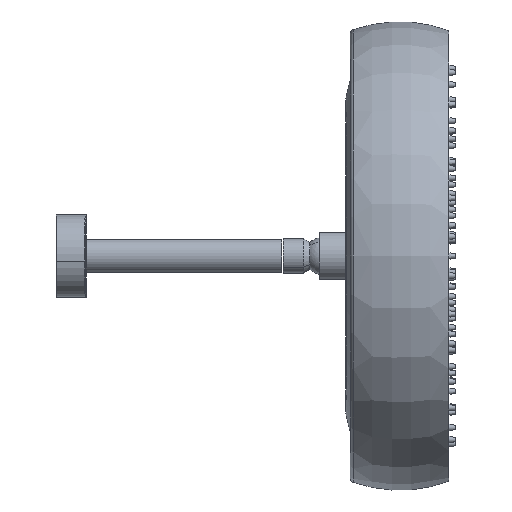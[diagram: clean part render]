
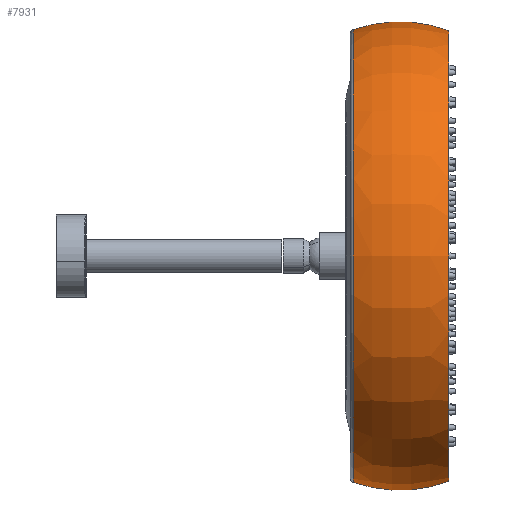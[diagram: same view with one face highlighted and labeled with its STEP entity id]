
A CAD part, left-side view. The second image highlights one B-rep face of the part: STEP entity #7931.
In plain terms, the highlighted toroidal (fillet/blend) face has major radius 63.441 mm and minor radius 92.565 mm.
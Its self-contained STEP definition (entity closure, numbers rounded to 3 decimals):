
#88 = AXIS2_PLACEMENT_3D ( 'NONE', #3164, #5065, #7670 ) ;
#756 = CARTESIAN_POINT ( 'NONE',  ( 0., -35.852, 0. ) ) ;
#822 = ORIENTED_EDGE ( 'NONE', *, *, #4638, .F. ) ;
#847 = EDGE_CURVE ( 'NONE', #6258, #6677, #8399, .T. ) ;
#1579 = CARTESIAN_POINT ( 'NONE',  ( 0., -66.65, 63.441 ) ) ;
#2261 = VERTEX_POINT ( 'NONE', #3372 ) ;
#2803 = DIRECTION ( 'NONE',  ( 1., 0., 0. ) ) ;
#3124 = CIRCLE ( 'NONE', #9583, 92.565 ) ;
#3164 = CARTESIAN_POINT ( 'NONE',  ( 0., -99.45, 0. ) ) ;
#3372 = CARTESIAN_POINT ( 'NONE',  ( 0., -35.852, 150.732 ) ) ;
#3654 = ORIENTED_EDGE ( 'NONE', *, *, #847, .T. ) ;
#3964 = CARTESIAN_POINT ( 'NONE',  ( 0., -99.45, 150. ) ) ;
#4289 = DIRECTION ( 'NONE',  ( 0., 1., 0. ) ) ;
#4351 = AXIS2_PLACEMENT_3D ( 'NONE', #6076, #5252, #6888 ) ;
#4492 = CIRCLE ( 'NONE', #9283, 150.732 ) ;
#4543 = ORIENTED_EDGE ( 'NONE', *, *, #7597, .F. ) ;
#4638 = EDGE_CURVE ( 'NONE', #6258, #5508, #8664, .T. ) ;
#5065 = DIRECTION ( 'NONE',  ( 0., 1., 0. ) ) ;
#5252 = DIRECTION ( 'NONE',  ( 0., 1., 0. ) ) ;
#5508 = VERTEX_POINT ( 'NONE', #8137 ) ;
#6076 = CARTESIAN_POINT ( 'NONE',  ( 0., -66.65, 0. ) ) ;
#6258 = VERTEX_POINT ( 'NONE', #11290 ) ;
#6327 = DIRECTION ( 'NONE',  ( 0., 0., -1. ) ) ;
#6677 = VERTEX_POINT ( 'NONE', #3964 ) ;
#6888 = DIRECTION ( 'NONE',  ( 0., 0., 1. ) ) ;
#7050 = ORIENTED_EDGE ( 'NONE', *, *, #10779, .T. ) ;
#7597 = EDGE_CURVE ( 'NONE', #5508, #2261, #4492, .T. ) ;
#7670 = DIRECTION ( 'NONE',  ( 0., 0., 1. ) ) ;
#7780 = DIRECTION ( 'NONE',  ( -1., 0., 0. ) ) ;
#7931 = ADVANCED_FACE ( 'NONE', ( #10549 ), #10056, .T. ) ;
#8109 = CARTESIAN_POINT ( 'NONE',  ( 0., -66.65, -63.441 ) ) ;
#8137 = CARTESIAN_POINT ( 'NONE',  ( 0., -35.852, -150.732 ) ) ;
#8399 = CIRCLE ( 'NONE', #88, 150. ) ;
#8664 = CIRCLE ( 'NONE', #9201, 92.565 ) ;
#9201 = AXIS2_PLACEMENT_3D ( 'NONE', #8109, #2803, #6327 ) ;
#9283 = AXIS2_PLACEMENT_3D ( 'NONE', #756, #4289, #10565 ) ;
#9583 = AXIS2_PLACEMENT_3D ( 'NONE', #1579, #7780, #10242 ) ;
#10056 = TOROIDAL_SURFACE ( 'NONE', #4351, 63.441, 92.565 ) ;
#10242 = DIRECTION ( 'NONE',  ( 0., 0., 1. ) ) ;
#10396 = EDGE_LOOP ( 'NONE', ( #822, #3654, #7050, #4543 ) ) ;
#10549 = FACE_OUTER_BOUND ( 'NONE', #10396, .T. ) ;
#10565 = DIRECTION ( 'NONE',  ( 0., 0., 1. ) ) ;
#10779 = EDGE_CURVE ( 'NONE', #6677, #2261, #3124, .T. ) ;
#11290 = CARTESIAN_POINT ( 'NONE',  ( 0., -99.45, -150. ) ) ;
